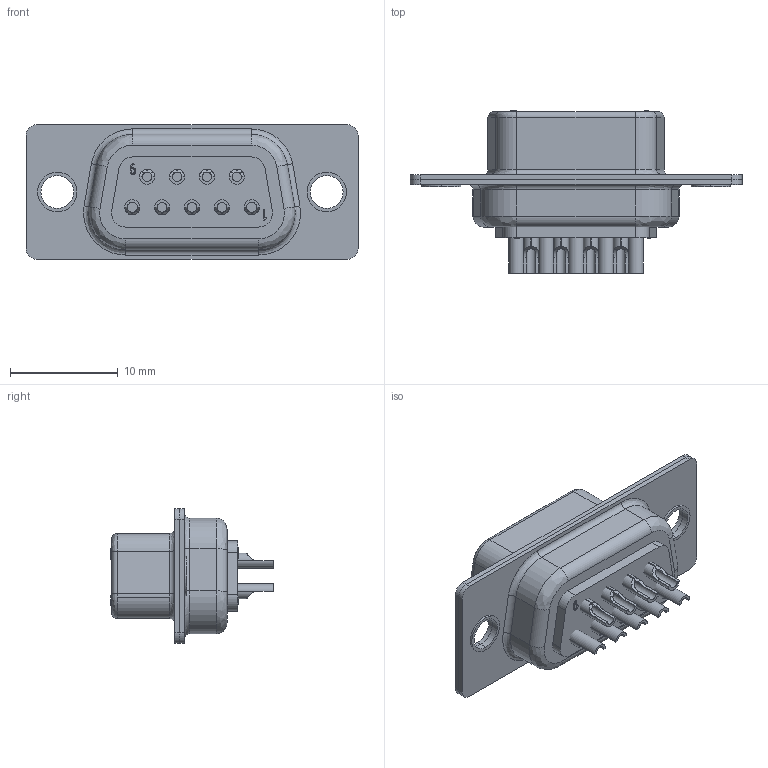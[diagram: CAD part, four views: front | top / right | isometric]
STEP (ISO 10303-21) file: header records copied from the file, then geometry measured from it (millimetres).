
FILE_DESCRIPTION (( 'STEP AP214' ), '1' );
FILE_NAME ('1710B38B-3C56-4443-9650-DE4C64019F0E.STEP', '2025-02-24T08:58:36', ( '' ), ( '' ), 'SwSTEP 2.0', 'SolidWorks 2022', '' );
FILE_SCHEMA (( 'AUTOMOTIVE_DESIGN' ));
Length unit declared in the file: millimetre
Products named in the file (1): 1710B38B-3C56-4443-9650-DE4C64019F0E
Bounding box: 30.8 x 15.1 x 12.5 mm (x, y, z)
Volume: 1897.4 mm3; surface area: 3144.2 mm2
Topology: 12 solids, 12 shells, 391 faces, 1008 edges, 660 vertices
Faces by surface type: plane 170, cylinder 139, bspline 64, cone 18
Entity records: 12821 total; most frequent: CARTESIAN_POINT 3518, ORIENTED_EDGE 2016, DIRECTION 1700, EDGE_CURVE 1008, VERTEX_POINT 660, AXIS2_PLACEMENT_3D 584, VECTOR 532, LINE 532
